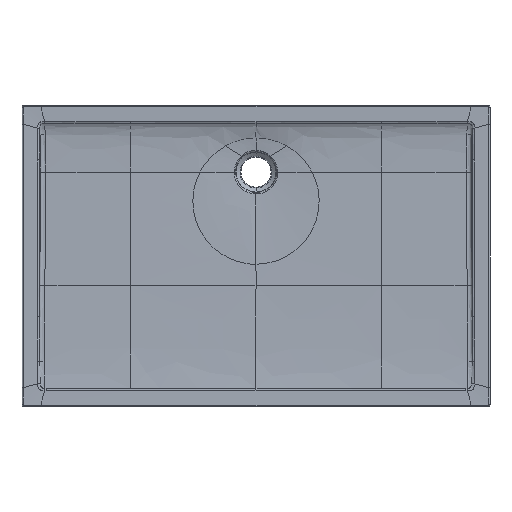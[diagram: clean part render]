
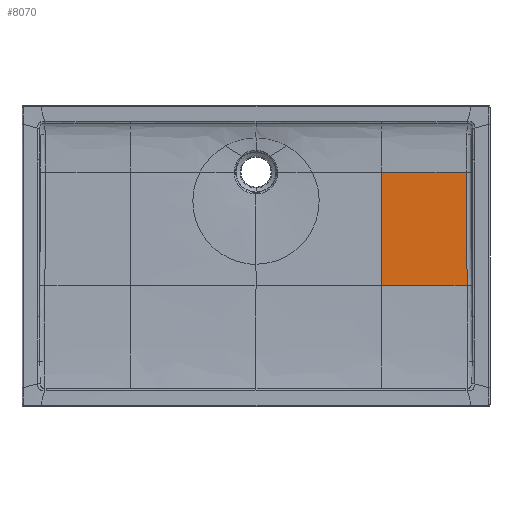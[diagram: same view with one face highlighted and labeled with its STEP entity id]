
A CAD part, top view. The second image highlights one B-rep face of the part: STEP entity #8070.
In plain terms, the highlighted face is a extrusion surface.
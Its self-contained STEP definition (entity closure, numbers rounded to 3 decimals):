
#338=CARTESIAN_POINT('',(629.195,250.863,-16.833));
#339=CARTESIAN_POINT('',(629.25,236.715,-16.754));
#340=CARTESIAN_POINT('',(629.368,208.418,-16.559));
#341=CARTESIAN_POINT('',(629.635,151.824,-16.038));
#342=CARTESIAN_POINT('',(630.227,52.788,-14.854));
#343=CARTESIAN_POINT('',(630.905,-32.088,-13.582));
#344=CARTESIAN_POINT('',(631.434,-88.671,-12.62));
#346=CARTESIAN_POINT('',(375.,-88.671,-13.963));
#347=CARTESIAN_POINT('',(375.,-60.121,-14.447));
#348=CARTESIAN_POINT('',(375.,-2.509,-15.364));
#349=CARTESIAN_POINT('',(375.,83.405,-16.559));
#350=CARTESIAN_POINT('',(375.,167.887,-17.559));
#351=CARTESIAN_POINT('',(375.,223.27,-18.011));
#352=CARTESIAN_POINT('',(375.,250.863,-18.164));
#807=DIRECTION('',(1.,0.,0.005));
#808=VECTOR('',#807,256.438);
#809=CARTESIAN_POINT('',(375.,-88.671,-13.963));
#810=LINE('',#809,#808);
#6377=DIRECTION('',(-1.,0.,-0.005));
#6378=VECTOR('',#6377,254.198);
#6379=CARTESIAN_POINT('',(629.195,250.863,-16.833));
#6380=LINE('',#6379,#6378);
#6381=CARTESIAN_POINT('',(375.,250.863,-18.164));
#6445=VERTEX_POINT('',#6381);
#6452=VERTEX_POINT('',#346);
#6453=VERTEX_POINT('',#338);
#6454=VERTEX_POINT('',#344);
#8050=CARTESIAN_POINT('',(369.849,-92.066,
-13.932));
#8051=CARTESIAN_POINT('',(369.849,-90.935,
-13.951));
#8052=CARTESIAN_POINT('',(369.854,-32.719,
-14.941));
#8053=CARTESIAN_POINT('',(369.863,84.279,-16.685));
#8054=CARTESIAN_POINT('',(369.869,196.82,-17.897));
#8055=CARTESIAN_POINT('',(369.871,253.126,-18.203));
#8056=CARTESIAN_POINT('',(369.871,254.257,-18.21));
#8058=DIRECTION('',(1.,0.,0.005));
#8059=VECTOR('',#8058,1.);
#8060=SURFACE_OF_LINEAR_EXTRUSION('',#8057,#8059);
#8062=ORIENTED_EDGE('',*,*,#8061,.T.);
#8064=ORIENTED_EDGE('',*,*,#8063,.F.);
#8065=ORIENTED_EDGE('',*,*,#8043,.T.);
#8067=ORIENTED_EDGE('',*,*,#8066,.F.);
#8068=EDGE_LOOP('',(#8062,#8064,#8065,#8067));
#8069=FACE_OUTER_BOUND('',#8068,.F.);
#8070=ADVANCED_FACE('',(#8069),#8060,.F.);
#345=B_SPLINE_CURVE_WITH_KNOTS('',3,(#338,#339,#340,#341,#342,#343,#344),
.UNSPECIFIED.,.F.,.F.,(4,1,1,1,4),(0.,0.125,0.25,0.5,1.),
.UNSPECIFIED.);
#353=B_SPLINE_CURVE_WITH_KNOTS('',3,(#346,#347,#348,#349,#350,#351,#352),
.UNSPECIFIED.,.F.,.F.,(4,1,1,1,4),(0.,0.25,0.5,
0.75,1.),.UNSPECIFIED.);
#8043=EDGE_CURVE('',#6452,#6445,#353,.T.);
#8057=B_SPLINE_CURVE_WITH_KNOTS('',3,(#8050,#8051,#8052,#8053,#8054,#8055,
#8056),.UNSPECIFIED.,.F.,.F.,(4,1,1,1,4),(0.,0.01,
0.5,0.99,1.),.UNSPECIFIED.);
#8061=EDGE_CURVE('',#6453,#6454,#345,.T.);
#8063=EDGE_CURVE('',#6452,#6454,#810,.T.);
#8066=EDGE_CURVE('',#6453,#6445,#6380,.T.);
